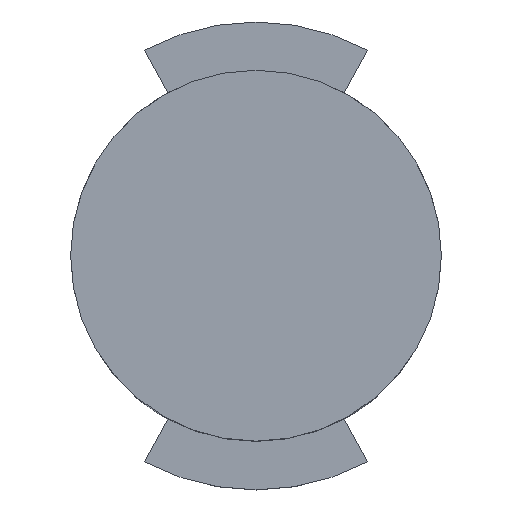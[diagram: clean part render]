
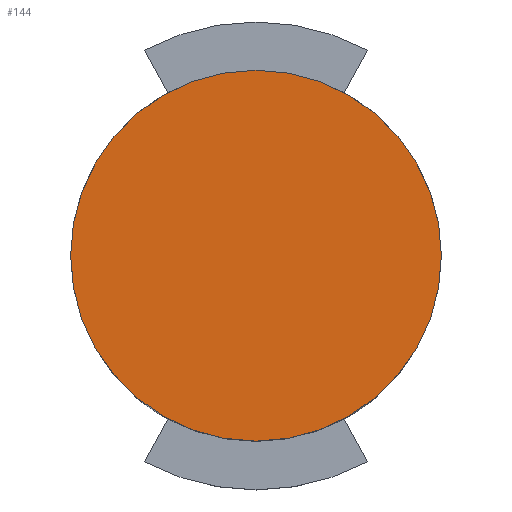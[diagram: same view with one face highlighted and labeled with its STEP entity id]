
A CAD part, top view. The second image highlights one B-rep face of the part: STEP entity #144.
In plain terms, the highlighted planar face has unit normal (0, 0, 1).
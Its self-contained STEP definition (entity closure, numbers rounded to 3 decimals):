
#28 = CARTESIAN_POINT ( 'NONE',  ( -52.305, 0., 1.5 ) ) ;
#50 = AXIS2_PLACEMENT_3D ( 'NONE', #28, #242, #313 ) ;
#51 = DIRECTION ( 'NONE',  ( 0., 0., 1. ) ) ;
#63 = VERTEX_POINT ( 'NONE', #249 ) ;
#105 = PLANE ( 'NONE',  #292 ) ;
#144 = ADVANCED_FACE ( 'NONE', ( #473 ), #105, .T. ) ;
#170 = CARTESIAN_POINT ( 'NONE',  ( -52.305, 0., 1.5 ) ) ;
#179 = EDGE_CURVE ( 'NONE', #195, #63, #266, .T. ) ;
#195 = VERTEX_POINT ( 'NONE', #444 ) ;
#228 = DIRECTION ( 'NONE',  ( 1., 0., 0. ) ) ;
#229 = ORIENTED_EDGE ( 'NONE', *, *, #234, .T. ) ;
#231 = AXIS2_PLACEMENT_3D ( 'NONE', #170, #497, #458 ) ;
#234 = EDGE_CURVE ( 'NONE', #63, #195, #480, .T. ) ;
#242 = DIRECTION ( 'NONE',  ( 0., 0., 1. ) ) ;
#249 = CARTESIAN_POINT ( 'NONE',  ( -56.505, 0., 1.5 ) ) ;
#266 = CIRCLE ( 'NONE', #231, 4.2 ) ;
#292 = AXIS2_PLACEMENT_3D ( 'NONE', #429, #51, #228 ) ;
#301 = ORIENTED_EDGE ( 'NONE', *, *, #179, .T. ) ;
#313 = DIRECTION ( 'NONE',  ( 1., 0., 0. ) ) ;
#347 = EDGE_LOOP ( 'NONE', ( #301, #229 ) ) ;
#429 = CARTESIAN_POINT ( 'NONE',  ( -52.305, 0., 1.5 ) ) ;
#444 = CARTESIAN_POINT ( 'NONE',  ( -48.105, 0., 1.5 ) ) ;
#458 = DIRECTION ( 'NONE',  ( 1., 0., 0. ) ) ;
#473 = FACE_OUTER_BOUND ( 'NONE', #347, .T. ) ;
#480 = CIRCLE ( 'NONE', #50, 4.2 ) ;
#497 = DIRECTION ( 'NONE',  ( 0., 0., 1. ) ) ;
